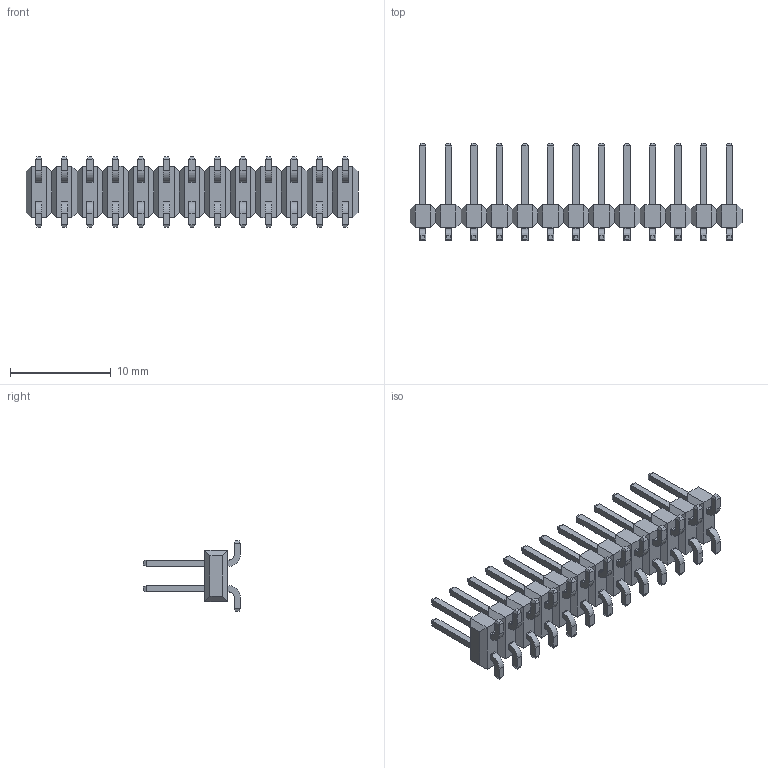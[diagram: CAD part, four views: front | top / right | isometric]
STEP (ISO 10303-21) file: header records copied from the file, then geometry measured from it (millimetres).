
FILE_DESCRIPTION((''),'2;1');
FILE_NAME('015910260','2016-12-20T',('ghp'),(''),'PRO/ENGINEER BY PARAMETRIC TECHNOLOGY CORPORATION, 2012310','PRO/ENGINEER BY PARAMETRIC TECHNOLOGY CORPORATION, 2012310','');
FILE_SCHEMA(('CONFIG_CONTROL_DESIGN'));
Length unit declared in the file: inch
Products named in the file (1): 015910260
Bounding box: 33.02 x 9.65 x 6.99 mm (x, y, z)
Volume: 430.2 mm3; surface area: 1111.3 mm2
Topology: 1 solids, 1 shells, 730 faces, 1772 edges, 1096 vertices
Faces by surface type: plane 678, cylinder 52
Entity records: 20415 total; most frequent: CARTESIAN_POINT 3495, DIRECTION 3338, ORIENTED_EDGE 3336, VECTOR 1668, LINE 1668, EDGE_CURVE 1668, VERTEX_POINT 992, AXIS2_PLACEMENT_3D 835
